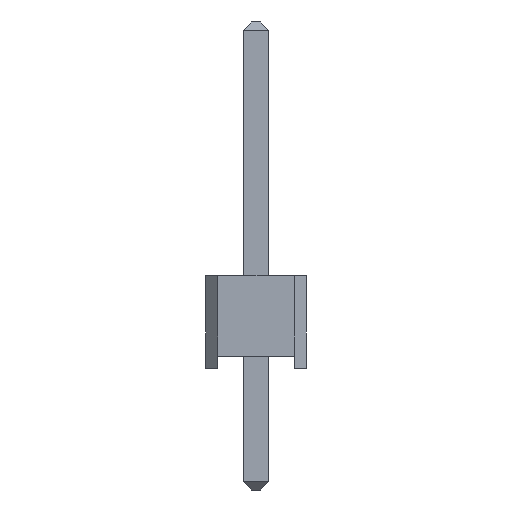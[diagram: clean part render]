
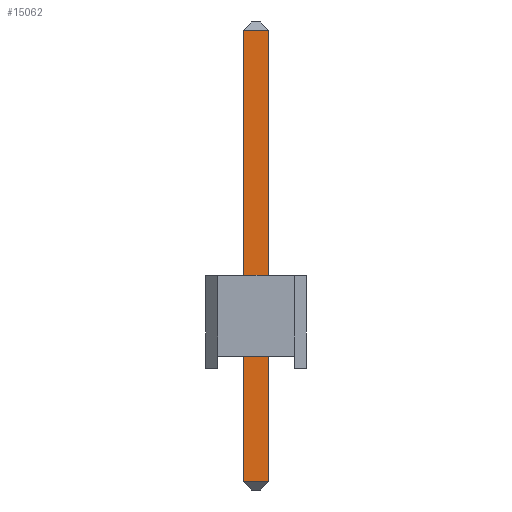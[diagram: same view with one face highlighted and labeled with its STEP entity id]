
A CAD part, left-side view. The second image highlights one B-rep face of the part: STEP entity #15062.
In plain terms, the highlighted planar face has unit normal (-1, 0, 0).
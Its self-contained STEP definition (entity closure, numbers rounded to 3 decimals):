
#14709 = PLANE('',#14710);
#14710 = AXIS2_PLACEMENT_3D('',#14711,#14712,#14713);
#14711 = CARTESIAN_POINT('',(-0.32,0.32,-3.));
#14712 = DIRECTION('',(-0.,1.,0.));
#14713 = DIRECTION('',(0.,0.,1.));
#14734 = VERTEX_POINT('',#14735);
#14735 = CARTESIAN_POINT('',(-0.32,0.32,-2.8));
#14761 = EDGE_CURVE('',#14734,#14762,#14764,.T.);
#14762 = VERTEX_POINT('',#14763);
#14763 = CARTESIAN_POINT('',(-0.32,0.32,8.34));
#14764 = SURFACE_CURVE('',#14765,(#14769,#14776),.PCURVE_S1.);
#14765 = LINE('',#14766,#14767);
#14766 = CARTESIAN_POINT('',(-0.32,0.32,-3.));
#14767 = VECTOR('',#14768,1.);
#14768 = DIRECTION('',(0.,-0.,1.));
#14769 = PCURVE('',#14709,#14770);
#14770 = DEFINITIONAL_REPRESENTATION('',(#14771),#14775);
#14771 = LINE('',#14772,#14773);
#14772 = CARTESIAN_POINT('',(0.,0.));
#14773 = VECTOR('',#14774,1.);
#14774 = DIRECTION('',(1.,0.));
#14775 = ( GEOMETRIC_REPRESENTATION_CONTEXT(2) 
PARAMETRIC_REPRESENTATION_CONTEXT() REPRESENTATION_CONTEXT('2D SPACE',''
  ) );
#14776 = PCURVE('',#14777,#14782);
#14777 = PLANE('',#14778);
#14778 = AXIS2_PLACEMENT_3D('',#14779,#14780,#14781);
#14779 = CARTESIAN_POINT('',(-0.32,-0.32,-3.));
#14780 = DIRECTION('',(-1.,0.,0.));
#14781 = DIRECTION('',(0.,0.,1.));
#14782 = DEFINITIONAL_REPRESENTATION('',(#14783),#14787);
#14783 = LINE('',#14784,#14785);
#14784 = CARTESIAN_POINT('',(0.,0.64));
#14785 = VECTOR('',#14786,1.);
#14786 = DIRECTION('',(1.,0.));
#14787 = ( GEOMETRIC_REPRESENTATION_CONTEXT(2) 
PARAMETRIC_REPRESENTATION_CONTEXT() REPRESENTATION_CONTEXT('2D SPACE',''
  ) );
#14889 = PLANE('',#14890);
#14890 = AXIS2_PLACEMENT_3D('',#14891,#14892,#14893);
#14891 = CARTESIAN_POINT('',(-0.22,-0.32,-2.9));
#14892 = DIRECTION('',(0.707,0.,0.707));
#14893 = DIRECTION('',(0.707,0.,-0.707));
#14922 = PLANE('',#14923);
#14923 = AXIS2_PLACEMENT_3D('',#14924,#14925,#14926);
#14924 = CARTESIAN_POINT('',(0.32,-0.32,-3.));
#14925 = DIRECTION('',(0.,-1.,0.));
#14926 = DIRECTION('',(0.,-0.,-1.));
#15002 = PLANE('',#15003);
#15003 = AXIS2_PLACEMENT_3D('',#15004,#15005,#15006);
#15004 = CARTESIAN_POINT('',(-0.22,-0.32,8.44));
#15005 = DIRECTION('',(-0.707,0.,0.707));
#15006 = DIRECTION('',(0.707,0.,0.707));
#15062 = ADVANCED_FACE('',(#15063),#14777,.T.);
#15063 = FACE_BOUND('',#15064,.T.);
#15064 = EDGE_LOOP('',(#15065,#15066,#15089,#15112));
#15065 = ORIENTED_EDGE('',*,*,#14761,.F.);
#15066 = ORIENTED_EDGE('',*,*,#15067,.T.);
#15067 = EDGE_CURVE('',#14734,#15068,#15070,.T.);
#15068 = VERTEX_POINT('',#15069);
#15069 = CARTESIAN_POINT('',(-0.32,-0.32,-2.8));
#15070 = SURFACE_CURVE('',#15071,(#15075,#15082),.PCURVE_S1.);
#15071 = LINE('',#15072,#15073);
#15072 = CARTESIAN_POINT('',(-0.32,-0.32,-2.8));
#15073 = VECTOR('',#15074,1.);
#15074 = DIRECTION('',(-0.,-1.,0.));
#15075 = PCURVE('',#14777,#15076);
#15076 = DEFINITIONAL_REPRESENTATION('',(#15077),#15081);
#15077 = LINE('',#15078,#15079);
#15078 = CARTESIAN_POINT('',(0.2,0.));
#15079 = VECTOR('',#15080,1.);
#15080 = DIRECTION('',(0.,-1.));
#15081 = ( GEOMETRIC_REPRESENTATION_CONTEXT(2) 
PARAMETRIC_REPRESENTATION_CONTEXT() REPRESENTATION_CONTEXT('2D SPACE',''
  ) );
#15082 = PCURVE('',#14889,#15083);
#15083 = DEFINITIONAL_REPRESENTATION('',(#15084),#15088);
#15084 = LINE('',#15085,#15086);
#15085 = CARTESIAN_POINT('',(-0.141,0.));
#15086 = VECTOR('',#15087,1.);
#15087 = DIRECTION('',(-0.,-1.));
#15088 = ( GEOMETRIC_REPRESENTATION_CONTEXT(2) 
PARAMETRIC_REPRESENTATION_CONTEXT() REPRESENTATION_CONTEXT('2D SPACE',''
  ) );
#15089 = ORIENTED_EDGE('',*,*,#15090,.T.);
#15090 = EDGE_CURVE('',#15068,#15091,#15093,.T.);
#15091 = VERTEX_POINT('',#15092);
#15092 = CARTESIAN_POINT('',(-0.32,-0.32,8.34));
#15093 = SURFACE_CURVE('',#15094,(#15098,#15105),.PCURVE_S1.);
#15094 = LINE('',#15095,#15096);
#15095 = CARTESIAN_POINT('',(-0.32,-0.32,-3.));
#15096 = VECTOR('',#15097,1.);
#15097 = DIRECTION('',(0.,0.,1.));
#15098 = PCURVE('',#14777,#15099);
#15099 = DEFINITIONAL_REPRESENTATION('',(#15100),#15104);
#15100 = LINE('',#15101,#15102);
#15101 = CARTESIAN_POINT('',(0.,0.));
#15102 = VECTOR('',#15103,1.);
#15103 = DIRECTION('',(1.,0.));
#15104 = ( GEOMETRIC_REPRESENTATION_CONTEXT(2) 
PARAMETRIC_REPRESENTATION_CONTEXT() REPRESENTATION_CONTEXT('2D SPACE',''
  ) );
#15105 = PCURVE('',#14922,#15106);
#15106 = DEFINITIONAL_REPRESENTATION('',(#15107),#15111);
#15107 = LINE('',#15108,#15109);
#15108 = CARTESIAN_POINT('',(-0.,-0.64));
#15109 = VECTOR('',#15110,1.);
#15110 = DIRECTION('',(-1.,0.));
#15111 = ( GEOMETRIC_REPRESENTATION_CONTEXT(2) 
PARAMETRIC_REPRESENTATION_CONTEXT() REPRESENTATION_CONTEXT('2D SPACE',''
  ) );
#15112 = ORIENTED_EDGE('',*,*,#15113,.T.);
#15113 = EDGE_CURVE('',#15091,#14762,#15114,.T.);
#15114 = SURFACE_CURVE('',#15115,(#15119,#15126),.PCURVE_S1.);
#15115 = LINE('',#15116,#15117);
#15116 = CARTESIAN_POINT('',(-0.32,-0.32,8.34));
#15117 = VECTOR('',#15118,1.);
#15118 = DIRECTION('',(0.,1.,-0.));
#15119 = PCURVE('',#14777,#15120);
#15120 = DEFINITIONAL_REPRESENTATION('',(#15121),#15125);
#15121 = LINE('',#15122,#15123);
#15122 = CARTESIAN_POINT('',(11.34,0.));
#15123 = VECTOR('',#15124,1.);
#15124 = DIRECTION('',(0.,1.));
#15125 = ( GEOMETRIC_REPRESENTATION_CONTEXT(2) 
PARAMETRIC_REPRESENTATION_CONTEXT() REPRESENTATION_CONTEXT('2D SPACE',''
  ) );
#15126 = PCURVE('',#15002,#15127);
#15127 = DEFINITIONAL_REPRESENTATION('',(#15128),#15132);
#15128 = LINE('',#15129,#15130);
#15129 = CARTESIAN_POINT('',(-0.141,0.));
#15130 = VECTOR('',#15131,1.);
#15131 = DIRECTION('',(0.,1.));
#15132 = ( GEOMETRIC_REPRESENTATION_CONTEXT(2) 
PARAMETRIC_REPRESENTATION_CONTEXT() REPRESENTATION_CONTEXT('2D SPACE',''
  ) );
